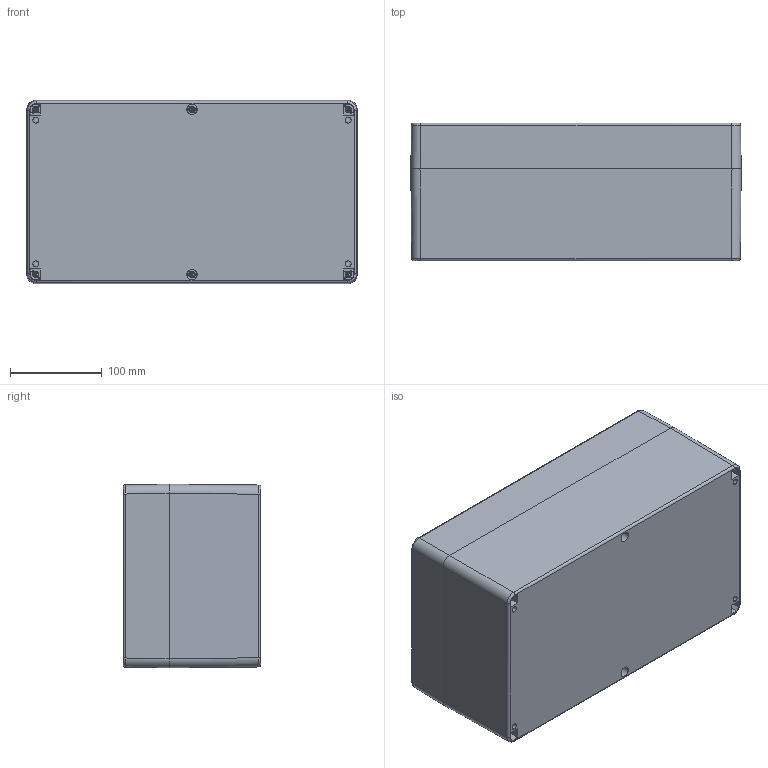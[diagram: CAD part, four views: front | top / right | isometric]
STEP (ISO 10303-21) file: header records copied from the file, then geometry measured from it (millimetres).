
FILE_DESCRIPTION (( 'STEP AP214' ), '1' );
FILE_NAME ('2365-3620-15-00.step', '2023-11-08T05:54:24', ( '' ), ( '' ), 'SwSTEP 2.0', 'SolidWorks 2019', '' );
FILE_SCHEMA (( 'AUTOMOTIVE_DESIGN' ));
Length unit declared in the file: millimetre
Products named in the file (5): 2365-3620-15-00; Deckelschraube_3,5x49,5; Deckel^2365-3620-15-00; Unterteil^2365-3620-15-00
Assembly tree (9 placements, depth 3):
  2365-3620-15-00
    2365-3620-15-00
      Deckelschraube_3,5x49,5  x6
      Unterteil^2365-3620-15-00
      Deckel^2365-3620-15-00
Bounding box: 360 x 150 x 200 mm (x, y, z)
Volume: 1373450.2 mm3; surface area: 683332.1 mm2
Topology: 14 solids, 14 shells, 1348 faces, 3249 edges, 1955 vertices
Faces by surface type: plane 567, cone 403, cylinder 274, bspline 68, sphere 24, torus 12
Entity records: 36915 total; most frequent: CARTESIAN_POINT 12620, DIRECTION 4954, ORIENTED_EDGE 4764, EDGE_CURVE 2382, AXIS2_PLACEMENT_3D 1853, VERTEX_POINT 1452, VECTOR 1248, LINE 1248
